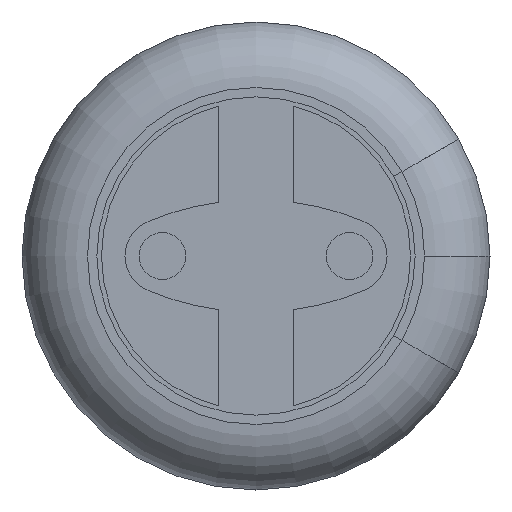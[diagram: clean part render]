
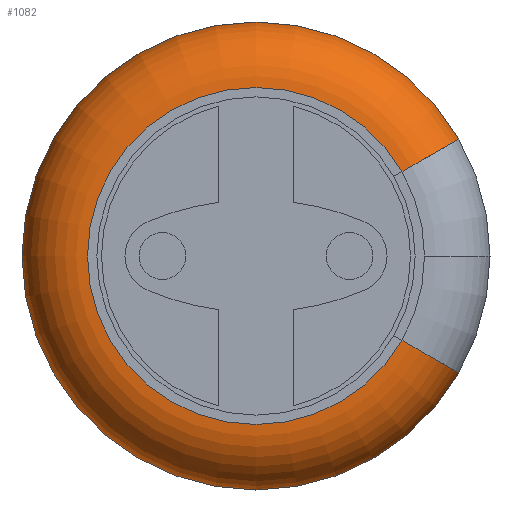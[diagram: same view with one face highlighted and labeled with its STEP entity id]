
A CAD part, front view. The second image highlights one B-rep face of the part: STEP entity #1082.
In plain terms, the highlighted toroidal (fillet/blend) face has major radius 1.8 mm and minor radius 0.7 mm.
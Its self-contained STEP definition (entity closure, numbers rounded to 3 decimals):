
#80 = DIRECTION ( 'NONE',  ( 0., -1., 0. ) ) ;
#104 = CARTESIAN_POINT ( 'NONE',  ( 2.165, 1.2, 1.25 ) ) ;
#193 = DIRECTION ( 'NONE',  ( 1., 0., 0. ) ) ;
#221 = TOROIDAL_SURFACE ( 'NONE', #2455, 1.8, 0.7 ) ;
#365 = DIRECTION ( 'NONE',  ( 0.5, 0., 0.866 ) ) ;
#398 = EDGE_CURVE ( 'NONE', #2579, #612, #1560, .T. ) ;
#414 = AXIS2_PLACEMENT_3D ( 'NONE', #1904, #1528, #1101 ) ;
#463 = ORIENTED_EDGE ( 'NONE', *, *, #781, .F. ) ;
#529 = CARTESIAN_POINT ( 'NONE',  ( 0., 1.2, 0. ) ) ;
#537 = VERTEX_POINT ( 'NONE', #1794 ) ;
#585 = EDGE_CURVE ( 'NONE', #537, #2273, #2419, .T. ) ;
#612 = VERTEX_POINT ( 'NONE', #1380 ) ;
#682 = DIRECTION ( 'NONE',  ( 0., -1., 0. ) ) ;
#781 = EDGE_CURVE ( 'NONE', #612, #537, #1276, .T. ) ;
#841 = CARTESIAN_POINT ( 'NONE',  ( 0., 1.2, 0. ) ) ;
#919 = ORIENTED_EDGE ( 'NONE', *, *, #585, .F. ) ;
#1082 = ADVANCED_FACE ( 'NONE', ( #2429 ), #221, .T. ) ;
#1083 = AXIS2_PLACEMENT_3D ( 'NONE', #529, #682, #1723 ) ;
#1101 = DIRECTION ( 'NONE',  ( 0.866, 0., 0.5 ) ) ;
#1108 = AXIS2_PLACEMENT_3D ( 'NONE', #1896, #80, #2307 ) ;
#1123 = ORIENTED_EDGE ( 'NONE', *, *, #1948, .T. ) ;
#1127 = CARTESIAN_POINT ( 'NONE',  ( 2.165, 1.2, -1.25 ) ) ;
#1176 = DIRECTION ( 'NONE',  ( -0.866, 0., 0.5 ) ) ;
#1214 = CIRCLE ( 'NONE', #1083, 2.5 ) ;
#1276 = CIRCLE ( 'NONE', #1108, 1.8 ) ;
#1380 = CARTESIAN_POINT ( 'NONE',  ( 1.559, 0.5, 0.9 ) ) ;
#1404 = CARTESIAN_POINT ( 'NONE',  ( 1.559, 1.2, -0.9 ) ) ;
#1528 = DIRECTION ( 'NONE',  ( 0.5, 0., -0.866 ) ) ;
#1560 = CIRCLE ( 'NONE', #414, 0.7 ) ;
#1723 = DIRECTION ( 'NONE',  ( 1., 0., 0. ) ) ;
#1794 = CARTESIAN_POINT ( 'NONE',  ( 1.559, 0.5, -0.9 ) ) ;
#1795 = EDGE_LOOP ( 'NONE', ( #919, #463, #2137, #1123 ) ) ;
#1825 = DIRECTION ( 'NONE',  ( 0., -1., 0. ) ) ;
#1896 = CARTESIAN_POINT ( 'NONE',  ( 0., 0.5, 0. ) ) ;
#1904 = CARTESIAN_POINT ( 'NONE',  ( 1.559, 1.2, 0.9 ) ) ;
#1948 = EDGE_CURVE ( 'NONE', #2579, #2273, #1214, .T. ) ;
#2042 = AXIS2_PLACEMENT_3D ( 'NONE', #1404, #365, #1176 ) ;
#2137 = ORIENTED_EDGE ( 'NONE', *, *, #398, .F. ) ;
#2273 = VERTEX_POINT ( 'NONE', #1127 ) ;
#2307 = DIRECTION ( 'NONE',  ( 1., 0., 0. ) ) ;
#2419 = CIRCLE ( 'NONE', #2042, 0.7 ) ;
#2429 = FACE_OUTER_BOUND ( 'NONE', #1795, .T. ) ;
#2455 = AXIS2_PLACEMENT_3D ( 'NONE', #841, #1825, #193 ) ;
#2579 = VERTEX_POINT ( 'NONE', #104 ) ;
